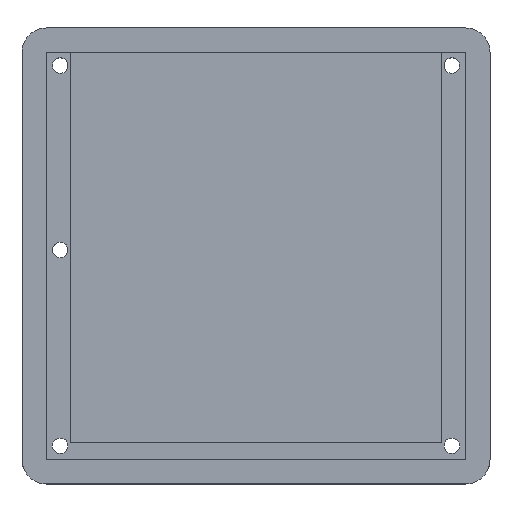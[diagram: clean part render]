
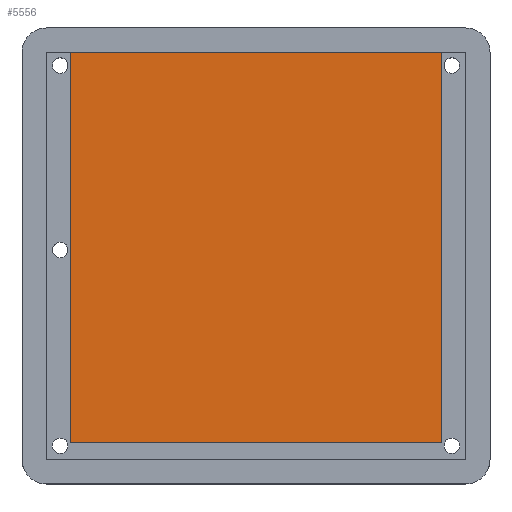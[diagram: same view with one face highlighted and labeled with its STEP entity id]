
A CAD part, top view. The second image highlights one B-rep face of the part: STEP entity #5556.
In plain terms, the highlighted planar face has unit normal (0, 0, 1).
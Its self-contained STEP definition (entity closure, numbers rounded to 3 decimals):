
#180=PLANE('',#5706);
#480=FACE_OUTER_BOUND('',#812,.T.);
#812=EDGE_LOOP('',(#5051,#5052,#5053,#5054));
#1224=LINE('',#11328,#1640);
#1227=LINE('',#11334,#1643);
#1229=LINE('',#11337,#1645);
#1230=LINE('',#11339,#1646);
#1640=VECTOR('',#6378,10.);
#1643=VECTOR('',#6383,10.);
#1645=VECTOR('',#6387,10.);
#1646=VECTOR('',#6390,10.);
#2579=VERTEX_POINT('',#11325);
#2580=VERTEX_POINT('',#11327);
#2581=VERTEX_POINT('',#11331);
#2582=VERTEX_POINT('',#11333);
#3404=EDGE_CURVE('',#2580,#2579,#1224,.T.);
#3407=EDGE_CURVE('',#2582,#2581,#1227,.T.);
#3409=EDGE_CURVE('',#2579,#2582,#1229,.T.);
#3410=EDGE_CURVE('',#2581,#2580,#1230,.T.);
#5051=ORIENTED_EDGE('',*,*,#3409,.T.);
#5052=ORIENTED_EDGE('',*,*,#3407,.T.);
#5053=ORIENTED_EDGE('',*,*,#3410,.T.);
#5054=ORIENTED_EDGE('',*,*,#3404,.T.);
#5556=ADVANCED_FACE('',(#480),#180,.T.);
#5706=AXIS2_PLACEMENT_3D('',#11341,#6393,#6394);
#6378=DIRECTION('',(0.,-1.,0.));
#6383=DIRECTION('',(0.,1.,0.));
#6387=DIRECTION('',(1.,0.,0.));
#6390=DIRECTION('',(-1.,0.,0.));
#6393=DIRECTION('center_axis',(0.,0.,1.));
#6394=DIRECTION('ref_axis',(1.,0.,0.));
#11325=CARTESIAN_POINT('',(20.803,14.312,3.));
#11327=CARTESIAN_POINT('',(20.803,95.046,3.));
#11328=CARTESIAN_POINT('',(20.803,33.621,3.));
#11331=CARTESIAN_POINT('',(97.528,95.046,3.));
#11333=CARTESIAN_POINT('',(97.528,14.312,3.));
#11334=CARTESIAN_POINT('',(97.528,73.987,3.));
#11337=CARTESIAN_POINT('',(78.346,14.312,3.));
#11339=CARTESIAN_POINT('',(39.984,95.046,3.));
#11341=CARTESIAN_POINT('Origin',(59.165,52.929,3.));
